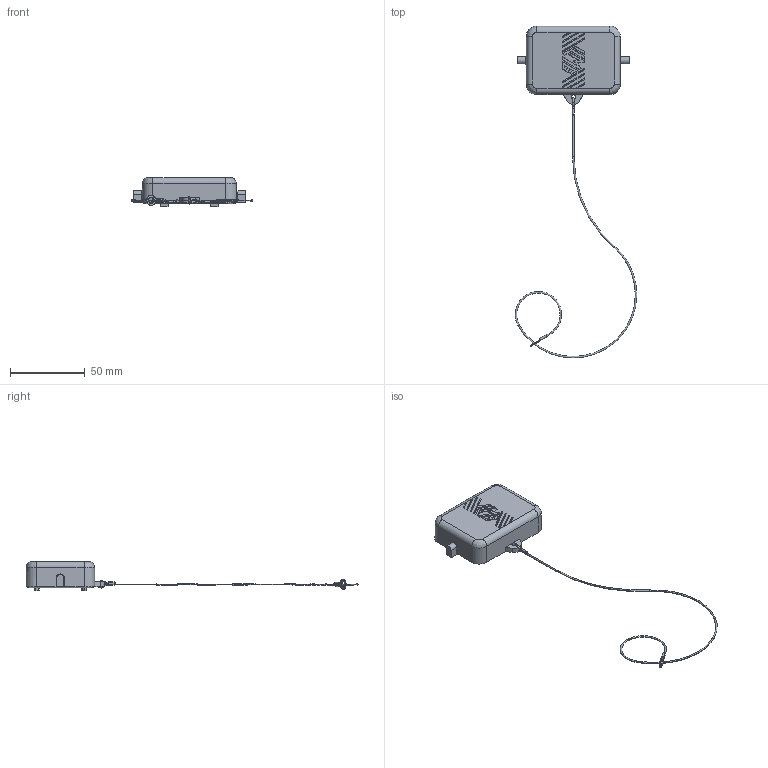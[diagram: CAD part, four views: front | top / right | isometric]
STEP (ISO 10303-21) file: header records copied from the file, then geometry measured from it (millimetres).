
FILE_DESCRIPTION(('Creo Elements/Direct Modeling STEP Export'),'2;1');
FILE_NAME('37jbk2e5h15j37a2644','2022-02-02T11:12:25',(''),(''),'Creo Elements/Direct Modeling STEP processor for AP214 (Solid Model)','Creo Elements/Direct Modeling 20.1B 02-Apr-2019 (C) Parametric Technology GmbH','');
FILE_SCHEMA(('AUTOMOTIVE_DESIGN { 1 0 10303 214 1 1 1 1 }'));
Length unit declared in the file: millimetre
Products named in the file (2): TCHC_06_SL
Assembly tree (1 placements, depth 2):
  TCHC_06_SL
    TCHC_06_SL
Bounding box: 81.38 x 222.27 x 19.65 mm (x, y, z)
Volume: 28792.1 mm3; surface area: 12760.8 mm2
Topology: 1 solids, 1 shells, 234 faces, 611 edges, 391 vertices
Faces by surface type: cylinder 114, plane 81, torus 17, cone 12, bspline 6, extrusion 4
Entity records: 9891 total; most frequent: CARTESIAN_POINT 3761, ORIENTED_EDGE 1220, DIRECTION 1110, EDGE_CURVE 609, VERTEX_POINT 390, AXIS2_PLACEMENT_3D 377, VECTOR 356, LINE 352
